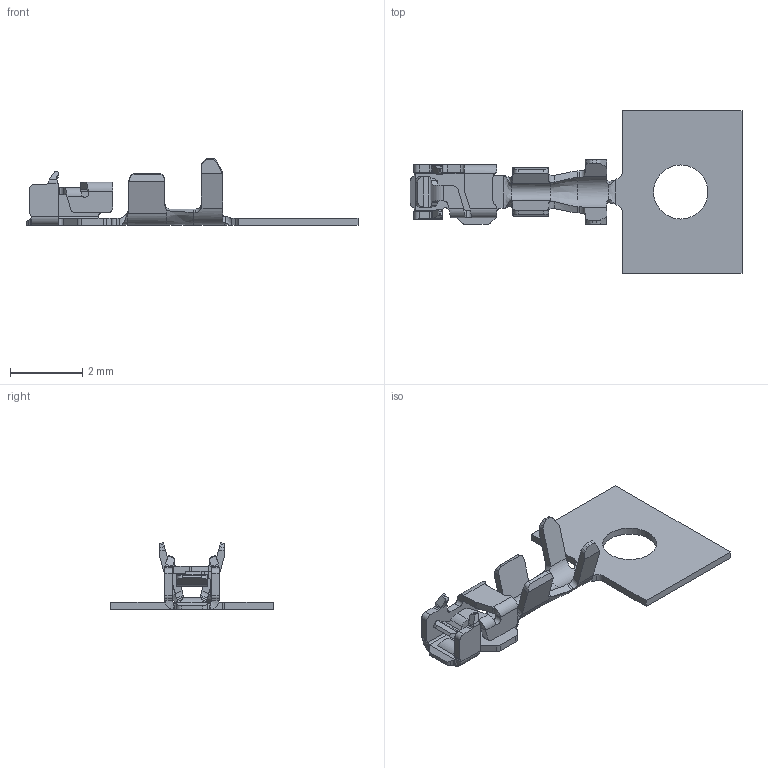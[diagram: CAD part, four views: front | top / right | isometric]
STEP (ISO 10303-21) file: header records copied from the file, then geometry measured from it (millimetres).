
FILE_DESCRIPTION( ('This file contains a STEP AP42 implementation' ,'as created by ZW3D STEP Interface translator.') ,'2;1' );
FILE_NAME( 'M006E-3FTPG002.stp' ,'231225.111432', (''), ('ZWCAD Software Co.'), 'Version 1.0', 'ZW3D to STEP translator', '' );
FILE_SCHEMA(('AUTOMOTIVE_DESIGN { 1 0 10303 214 1 1 1 1 }'));
Length unit declared in the file: millimetre
Products named in the file (1): 0
Bounding box: 9.2 x 4.5 x 1.85 mm (x, y, z)
Volume: 5.8 mm3; surface area: 69.2 mm2
Topology: 1 solids, 1 shells, 255 faces, 668 edges, 417 vertices
Faces by surface type: plane 113, cylinder 94, bspline 48
Full cylindrical faces by diameter (mm): 1.5 x1
Entity records: 9419 total; most frequent: CARTESIAN_POINT 3233, ORIENTED_EDGE 1336, DIRECTION 1072, EDGE_CURVE 668, VERTEX_POINT 417, VECTOR 386, LINE 386, AXIS2_PLACEMENT_3D 343
